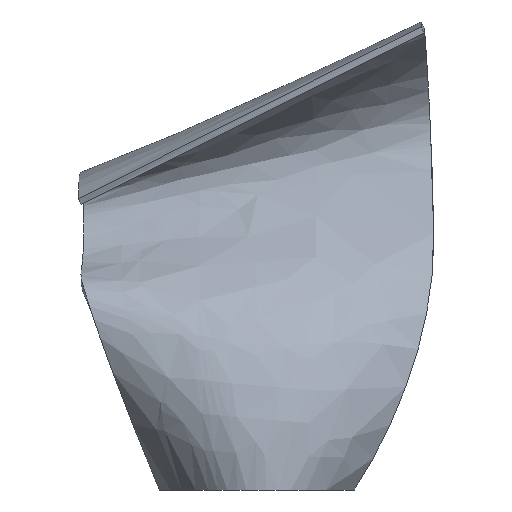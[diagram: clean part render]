
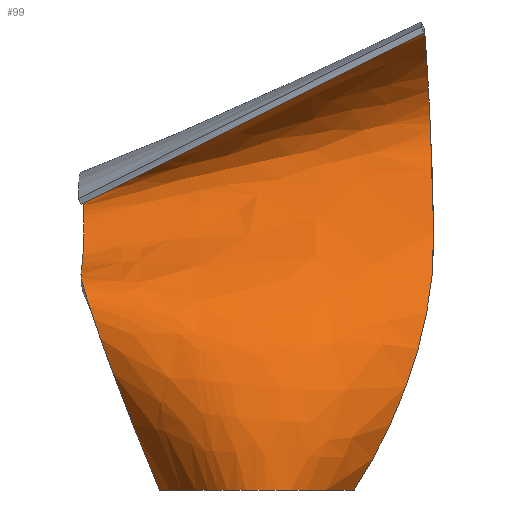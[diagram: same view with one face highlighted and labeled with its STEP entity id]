
A CAD part, front view. The second image highlights one B-rep face of the part: STEP entity #99.
In plain terms, the highlighted free-form (B-spline) face has degree [3, 3] with [8, 4] control points.
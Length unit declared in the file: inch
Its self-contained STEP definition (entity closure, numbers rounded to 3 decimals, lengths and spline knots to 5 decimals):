
#18=LINE('',#765,#23);
#23=VECTOR('',#107,0.3937);
#30=FACE_OUTER_BOUND('',#36,.T.);
#36=EDGE_LOOP('',(#84,#85,#86,#87));
#41=B_SPLINE_CURVE_WITH_KNOTS('',3,(#685,#686,#687,#688,#689,#690,#691,
#692),.UNSPECIFIED.,.F.,.F.,(4,1,1,1,1,4),(0.,13.75436,24.20752,
32.51226,41.38603,52.51132),.UNSPECIFIED.);
#42=B_SPLINE_CURVE_WITH_KNOTS('',3,(#743,#744,#745,#746),.UNSPECIFIED.,
 .F.,.F.,(4,4),(0.,326.10926),.UNSPECIFIED.);
#43=B_SPLINE_CURVE_WITH_KNOTS('',3,(#871,#872,#873,#874,#875,#876,#877,
#878),.UNSPECIFIED.,.F.,.F.,(4,1,1,1,1,4),(-52.51132,-41.38603,
-32.51226,-24.20752,-13.75436,0.),.UNSPECIFIED.);
#48=VERTEX_POINT('',#682);
#49=VERTEX_POINT('',#684);
#50=VERTEX_POINT('',#742);
#51=VERTEX_POINT('',#764);
#57=EDGE_CURVE('',#48,#49,#41,.T.);
#59=EDGE_CURVE('',#50,#48,#42,.T.);
#61=EDGE_CURVE('',#49,#51,#18,.T.);
#63=EDGE_CURVE('',#51,#50,#43,.T.);
#84=ORIENTED_EDGE('',*,*,#57,.F.);
#85=ORIENTED_EDGE('',*,*,#59,.F.);
#86=ORIENTED_EDGE('',*,*,#63,.F.);
#87=ORIENTED_EDGE('',*,*,#61,.F.);
#93=B_SPLINE_SURFACE_WITH_KNOTS('',3,3,((#879,#880,#881,#882),(#883,#884,
#885,#886),(#887,#888,#889,#890),(#891,#892,#893,#894),(#895,#896,#897,
#898),(#899,#900,#901,#902),(#903,#904,#905,#906),(#907,#908,#909,#910)),
 .UNSPECIFIED.,.F.,.F.,.F.,(4,1,1,1,1,4),(4,4),(0.,13.75436,24.20752,
32.51226,41.38603,52.51132),(-326.10926,
0.),.UNSPECIFIED.);
#99=ADVANCED_FACE('',(#30),#93,.F.);
#107=DIRECTION('',(0.894,0.,0.447));
#682=CARTESIAN_POINT('',(-870.13123,84.27689,0.));
#684=CARTESIAN_POINT('',(-872.86791,80.72133,10.));
#685=CARTESIAN_POINT('Ctrl Pts',(-870.13123,84.27689,0.));
#686=CARTESIAN_POINT('Ctrl Pts',(-871.51417,82.56718,3.28628));
#687=CARTESIAN_POINT('Ctrl Pts',(-873.08316,82.08211,7.82344));
#688=CARTESIAN_POINT('Ctrl Pts',(-872.77796,85.80338,7.41482));
#689=CARTESIAN_POINT('Ctrl Pts',(-872.75265,87.51749,10.55352));
#690=CARTESIAN_POINT('Ctrl Pts',(-872.81074,84.00722,11.05764));
#691=CARTESIAN_POINT('Ctrl Pts',(-872.84697,81.92387,10.71888));
#692=CARTESIAN_POINT('Ctrl Pts',(-872.86791,80.72133,10.));
#742=CARTESIAN_POINT('',(-863.30848,84.27689,0.));
#743=CARTESIAN_POINT('Ctrl Pts',(-863.30848,84.27689,0.));
#744=CARTESIAN_POINT('Ctrl Pts',(-865.58273,80.86584,0.));
#745=CARTESIAN_POINT('Ctrl Pts',(-867.85698,80.86584,0.));
#746=CARTESIAN_POINT('Ctrl Pts',(-870.13123,84.27689,0.));
#764=CARTESIAN_POINT('',(-860.86791,80.72133,16.));
#765=CARTESIAN_POINT('',(-872.86791,80.72133,10.));
#871=CARTESIAN_POINT('Ctrl Pts',(-860.86791,80.72133,16.));
#872=CARTESIAN_POINT('Ctrl Pts',(-860.86975,82.71352,16.38334));
#873=CARTESIAN_POINT('Ctrl Pts',(-860.82122,85.5362,15.79351));
#874=CARTESIAN_POINT('Ctrl Pts',(-860.63404,88.07546,12.78124));
#875=CARTESIAN_POINT('Ctrl Pts',(-860.58263,86.16272,10.17586));
#876=CARTESIAN_POINT('Ctrl Pts',(-860.37805,83.74228,6.39636));
#877=CARTESIAN_POINT('Ctrl Pts',(-861.94741,83.48918,2.08001));
#878=CARTESIAN_POINT('Ctrl Pts',(-863.30848,84.27689,0.));
#879=CARTESIAN_POINT('Ctrl Pts',(-870.13123,84.27689,0.));
#880=CARTESIAN_POINT('Ctrl Pts',(-867.85698,80.86584,0.));
#881=CARTESIAN_POINT('Ctrl Pts',(-865.58273,80.86584,0.));
#882=CARTESIAN_POINT('Ctrl Pts',(-863.30848,84.27689,0.));
#883=CARTESIAN_POINT('Ctrl Pts',(-871.51417,82.56718,3.28628));
#884=CARTESIAN_POINT('Ctrl Pts',(-868.32689,80.71397,2.64675));
#885=CARTESIAN_POINT('Ctrl Pts',(-865.13715,81.00035,2.36338));
#886=CARTESIAN_POINT('Ctrl Pts',(-861.94741,83.48918,2.08001));
#887=CARTESIAN_POINT('Ctrl Pts',(-873.08316,82.08211,7.82344));
#888=CARTESIAN_POINT('Ctrl Pts',(-868.85084,82.14959,6.95386));
#889=CARTESIAN_POINT('Ctrl Pts',(-864.61445,82.66823,6.67511));
#890=CARTESIAN_POINT('Ctrl Pts',(-860.37805,83.74228,6.39636));
#891=CARTESIAN_POINT('Ctrl Pts',(-872.77796,85.80338,7.41482));
#892=CARTESIAN_POINT('Ctrl Pts',(-868.71236,86.0116,8.40685));
#893=CARTESIAN_POINT('Ctrl Pts',(-864.64749,86.1377,9.29136));
#894=CARTESIAN_POINT('Ctrl Pts',(-860.58263,86.16272,10.17586));
#895=CARTESIAN_POINT('Ctrl Pts',(-872.75265,87.51749,10.55352));
#896=CARTESIAN_POINT('Ctrl Pts',(-868.71324,87.68053,11.27749));
#897=CARTESIAN_POINT('Ctrl Pts',(-864.67364,87.86487,12.02936));
#898=CARTESIAN_POINT('Ctrl Pts',(-860.63404,88.07546,12.78124));
#899=CARTESIAN_POINT('Ctrl Pts',(-872.81074,84.00722,11.05764));
#900=CARTESIAN_POINT('Ctrl Pts',(-868.81418,84.52546,12.64323));
#901=CARTESIAN_POINT('Ctrl Pts',(-864.8177,85.03574,14.21837));
#902=CARTESIAN_POINT('Ctrl Pts',(-860.82122,85.5362,15.79351));
#903=CARTESIAN_POINT('Ctrl Pts',(-872.84697,81.92387,10.71888));
#904=CARTESIAN_POINT('Ctrl Pts',(-868.85456,82.18709,12.60704));
#905=CARTESIAN_POINT('Ctrl Pts',(-864.86215,82.4503,14.49519));
#906=CARTESIAN_POINT('Ctrl Pts',(-860.86975,82.71352,16.38334));
#907=CARTESIAN_POINT('Ctrl Pts',(-872.86791,80.72133,10.));
#908=CARTESIAN_POINT('Ctrl Pts',(-868.86791,80.72133,12.));
#909=CARTESIAN_POINT('Ctrl Pts',(-864.86791,80.72133,14.));
#910=CARTESIAN_POINT('Ctrl Pts',(-860.86791,80.72133,16.));
